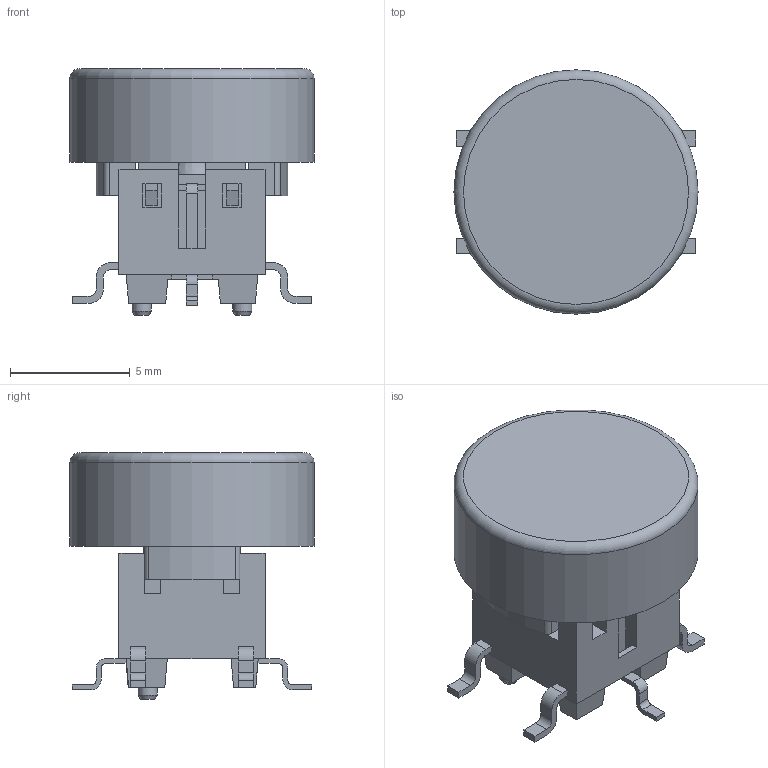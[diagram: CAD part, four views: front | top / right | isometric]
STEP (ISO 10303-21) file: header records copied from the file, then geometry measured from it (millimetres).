
FILE_DESCRIPTION((''),'2;1');
FILE_NAME('TL3240FxxxxTL3240R1CAPxxx.stp','2012-08-29T15:24:12',('rcelander'),(''),'Autodesk Inventor 11','Autodesk Inventor 11','');
FILE_SCHEMA(('AUTOMOTIVE_DESIGN { 1 0 10303 214 1 1 1 1 }'));
Length unit declared in the file: millimetre
Products named in the file (7): TL3240 Switch and S1 Cap Assembly; TL3240 SMT Housing; TL3240  Actuator; TL3240 SMT LED; TL3240 Rd Cap Assembly; TL3240 Rd Cap Insert; TL3240 Rd Cap Clear Cover
Assembly tree (6 placements, depth 3):
  TL3240 Switch and S1 Cap Assembly
    TL3240 SMT Housing
    TL3240  Actuator
    TL3240 SMT LED
    TL3240 Rd Cap Assembly
      TL3240 Rd Cap Insert
      TL3240 Rd Cap Clear Cover
Bounding box: 10.2 x 10.2 x 10.3 mm (x, y, z)
Volume: 420.2 mm3; surface area: 1135.1 mm2
Topology: 5 solids, 5 shells, 341 faces, 928 edges, 614 vertices
Faces by surface type: plane 279, cylinder 50, torus 6, cone 3, bspline 2, sphere 1
Full cylindrical faces by diameter (mm): 0.8 x2, 1 x1, 2.7 x1, 8 x1, 8.2 x1, 8.3 x1, 10.2 x1
Entity records: 10893 total; most frequent: CARTESIAN_POINT 2066, ORIENTED_EDGE 1806, DIRECTION 1714, EDGE_CURVE 903, VECTOR 772, LINE 772, VERTEX_POINT 607, AXIS2_PLACEMENT_3D 471
